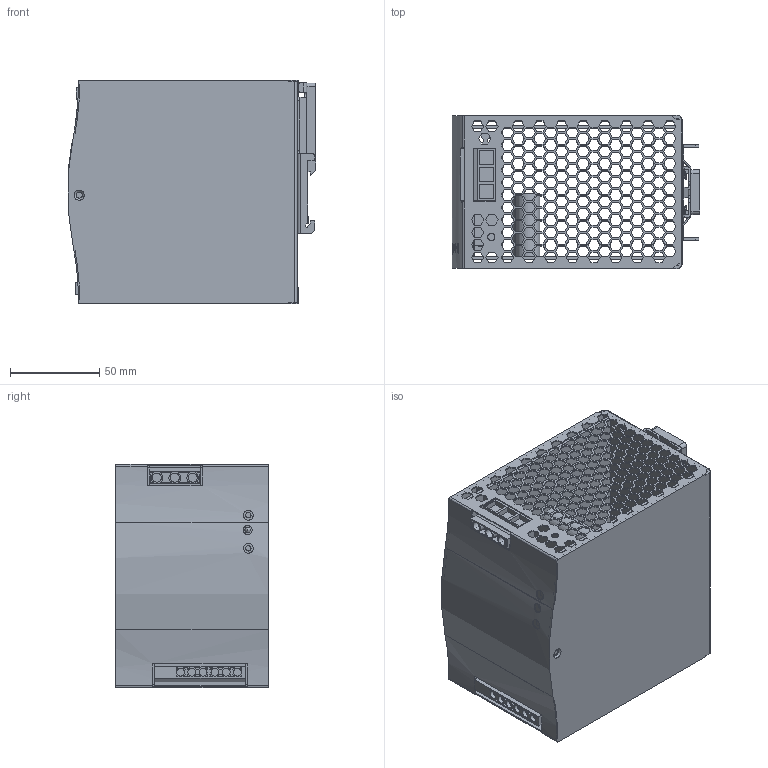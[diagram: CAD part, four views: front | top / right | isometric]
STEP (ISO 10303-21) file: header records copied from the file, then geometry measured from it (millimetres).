
FILE_DESCRIPTION((''),'2;1');
FILE_NAME('PS-W480.stp','2011-01-07T16:28:25',('Sebastian'),(''),'Autodesk Inventor 2008','Autodesk Inventor 2008','');
FILE_SCHEMA(('AUTOMOTIVE_DESIGN { 1 0 10303 214 1 1 1 1 }'));
Length unit declared in the file: millimetre
Products named in the file (5): PS-W480; Y2STRIP-TOP; YSTRIP-BOTTOM; INNER; W-OUTSIDE
Assembly tree (4 placements, depth 2):
  PS-W480
    Y2STRIP-TOP
    YSTRIP-BOTTOM
    INNER
    W-OUTSIDE
Bounding box: 138.66 x 85.5 x 125.2 mm (x, y, z)
Volume: 190363.7 mm3; surface area: 226471.9 mm2
Topology: 4 solids, 4 shells, 2899 faces, 8515 edges, 5655 vertices
Faces by surface type: plane 2720, cylinder 162, cone 14, bspline 3
Full cylindrical faces by diameter (mm): 2.6 x3, 3 x3, 3.4 x11, 3.5 x1, 4 x6, 4.3 x6, 5 x1, 5.1 x3, 5.5 x2, 13.5 x6
Entity records: 96584 total; most frequent: CARTESIAN_POINT 17431, ORIENTED_EDGE 16908, DIRECTION 14601, EDGE_CURVE 8454, VECTOR 8065, LINE 8065, VERTEX_POINT 5651, EDGE_LOOP 3813
